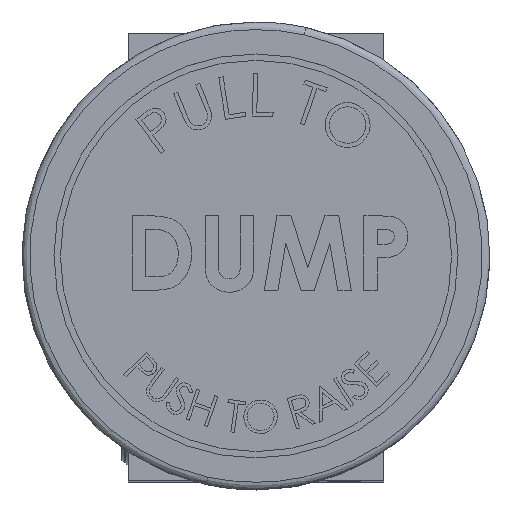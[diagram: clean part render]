
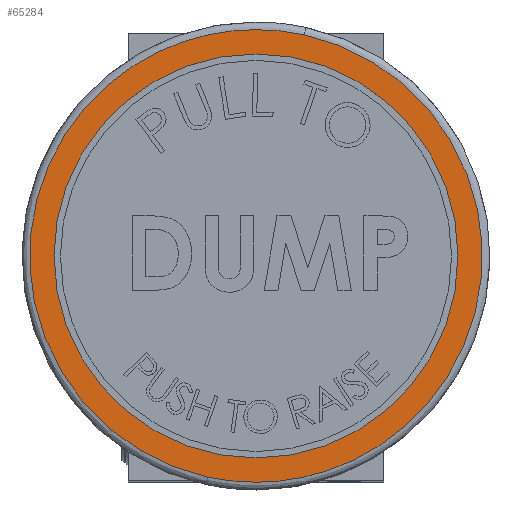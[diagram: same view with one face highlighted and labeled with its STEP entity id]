
A CAD part, top view. The second image highlights one B-rep face of the part: STEP entity #65284.
In plain terms, the highlighted planar face has unit normal (0, 0, 1).
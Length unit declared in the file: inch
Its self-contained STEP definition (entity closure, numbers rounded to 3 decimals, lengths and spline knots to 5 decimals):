
#1862 = CARTESIAN_POINT ( 'NONE',  ( -1.54083, 1.24176, 2.34346 ) ) ;
#3075 = EDGE_CURVE ( 'NONE', #23008, #78263, #14762, .T. ) ;
#3229 = EDGE_CURVE ( 'NONE', #52427, #61653, #20019, .T. ) ;
#3583 = AXIS2_PLACEMENT_3D ( 'NONE', #31962, #45984, #12806 ) ;
#4894 = CARTESIAN_POINT ( 'NONE',  ( 0., 0.79, 2.34346 ) ) ;
#6439 = EDGE_CURVE ( 'NONE', #78263, #23008, #30613, .T. ) ;
#8288 = CARTESIAN_POINT ( 'NONE',  ( 0.18854, 0.86468, 2.34346 ) ) ;
#12519 = CARTESIAN_POINT ( 'NONE',  ( 0., -0.79, 2.34346 ) ) ;
#12806 = DIRECTION ( 'NONE',  ( 0., 1., 0. ) ) ;
#14126 = CARTESIAN_POINT ( 'NONE',  ( 0., 0., 2.34346 ) ) ;
#14762 = CIRCLE ( 'NONE', #87621, 0.79 ) ;
#15812 = EDGE_LOOP ( 'NONE', ( #51010, #68555 ) ) ;
#17380 = CARTESIAN_POINT ( 'NONE',  ( 0.89655, -0.89655, 2.34346 ) ) ;
#20019 =( BOUNDED_CURVE ( )  B_SPLINE_CURVE ( 3, ( #84249, #43647, #1862, #8288 ),
 .UNSPECIFIED., .F., .F. ) 
 B_SPLINE_CURVE_WITH_KNOTS ( ( 4, 4 ),
 ( 0., 1. ),
 .UNSPECIFIED. ) 
 CURVE ( )  GEOMETRIC_REPRESENTATION_ITEM ( )  RATIONAL_B_SPLINE_CURVE ( ( 1., 0.333, 0.333, 1. ) ) 
 REPRESENTATION_ITEM ( '' )  );
#21415 = CARTESIAN_POINT ( 'NONE',  ( -0.18854, -0.86468, 2.34346 ) ) ;
#23008 = VERTEX_POINT ( 'NONE', #12519 ) ;
#24222 = FACE_BOUND ( 'NONE', #15812, .T. ) ;
#28034 = EDGE_LOOP ( 'NONE', ( #44971, #28396 ) ) ;
#28396 = ORIENTED_EDGE ( 'NONE', *, *, #32974, .F. ) ;
#28660 = CARTESIAN_POINT ( 'NONE',  ( 0.18854, 0.86468, 2.34346 ) ) ;
#30613 = CIRCLE ( 'NONE', #3583, 0.79 ) ;
#31962 = CARTESIAN_POINT ( 'NONE',  ( 0., 0., 2.34346 ) ) ;
#32974 = EDGE_CURVE ( 'NONE', #61653, #52427, #63512, .T. ) ;
#37525 = CARTESIAN_POINT ( 'NONE',  ( 0.18854, 0.86468, 2.34346 ) ) ;
#40905 = CARTESIAN_POINT ( 'NONE',  ( -0.18854, -0.86468, 2.34346 ) ) ;
#43647 = CARTESIAN_POINT ( 'NONE',  ( -1.91791, -0.48761, 2.34346 ) ) ;
#44753 = AXIS2_PLACEMENT_3D ( 'NONE', #17380, #60006, #88964 ) ;
#44971 = ORIENTED_EDGE ( 'NONE', *, *, #3229, .F. ) ;
#45984 = DIRECTION ( 'NONE',  ( 0., 0., 1. ) ) ;
#51010 = ORIENTED_EDGE ( 'NONE', *, *, #6439, .F. ) ;
#52427 = VERTEX_POINT ( 'NONE', #40905 ) ;
#52662 = PLANE ( 'NONE',  #44753 ) ;
#60006 = DIRECTION ( 'NONE',  ( 0., 0., -1. ) ) ;
#61653 = VERTEX_POINT ( 'NONE', #37525 ) ;
#63512 =( BOUNDED_CURVE ( )  B_SPLINE_CURVE ( 3, ( #28660, #69891, #83565, #21415 ),
 .UNSPECIFIED., .F., .T. ) 
 B_SPLINE_CURVE_WITH_KNOTS ( ( 4, 4 ),
 ( 0., 1. ),
 .UNSPECIFIED. ) 
 CURVE ( )  GEOMETRIC_REPRESENTATION_ITEM ( )  RATIONAL_B_SPLINE_CURVE ( ( 1., 0.333, 0.333, 1. ) ) 
 REPRESENTATION_ITEM ( '' )  );
#65284 = ADVANCED_FACE ( 'NONE', ( #83233, #24222 ), #52662, .F. ) ;
#68555 = ORIENTED_EDGE ( 'NONE', *, *, #3075, .F. ) ;
#69891 = CARTESIAN_POINT ( 'NONE',  ( 1.91791, 0.48761, 2.34346 ) ) ;
#70270 = DIRECTION ( 'NONE',  ( 0., 1., 0. ) ) ;
#76071 = DIRECTION ( 'NONE',  ( 0., 0., 1. ) ) ;
#78263 = VERTEX_POINT ( 'NONE', #4894 ) ;
#83233 = FACE_OUTER_BOUND ( 'NONE', #28034, .T. ) ;
#83565 = CARTESIAN_POINT ( 'NONE',  ( 1.54083, -1.24176, 2.34346 ) ) ;
#84249 = CARTESIAN_POINT ( 'NONE',  ( -0.18854, -0.86468, 2.34346 ) ) ;
#87621 = AXIS2_PLACEMENT_3D ( 'NONE', #14126, #76071, #70270 ) ;
#88964 = DIRECTION ( 'NONE',  ( 0., -1., 0. ) ) ;
